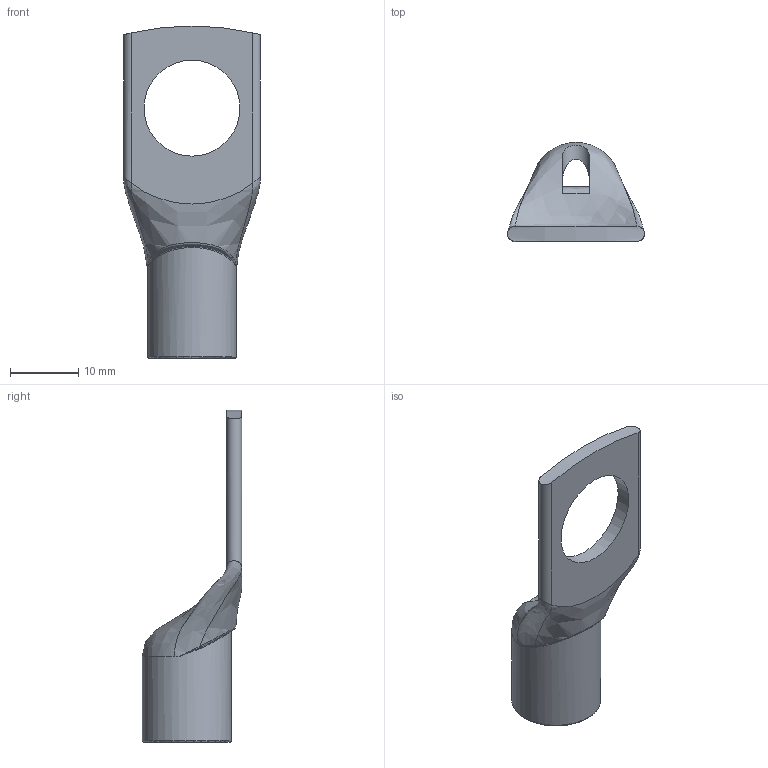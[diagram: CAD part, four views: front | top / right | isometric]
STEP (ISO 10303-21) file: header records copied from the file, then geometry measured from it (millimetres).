
FILE_DESCRIPTION((''),'2;1');
FILE_NAME('PK35-14.stp','2016-02-12T07:49:42',(''),(''),'Autodesk Inventor 2010','Autodesk Inventor 2010','');
FILE_SCHEMA(('AUTOMOTIVE_DESIGN { 1 0 10303 214 1 1 1 1 }'));
Length unit declared in the file: millimetre
Products named in the file (1): PK35-14
Bounding box: 20 x 14.5 x 48.49 mm (x, y, z)
Volume: 2360.3 mm3; surface area: 2557.8 mm2
Topology: 1 solids, 1 shells, 186 faces, 509 edges, 335 vertices
Faces by surface type: plane 96, bspline 52, cylinder 36, torus 1, cone 1
Full cylindrical faces by diameter (mm): 9 x1, 13 x1, 14 x1
Entity records: 7213 total; most frequent: CARTESIAN_POINT 2794, ORIENTED_EDGE 1000, DIRECTION 746, EDGE_CURVE 500, VERTEX_POINT 333, VECTOR 302, LINE 302, AXIS2_PLACEMENT_3D 222
